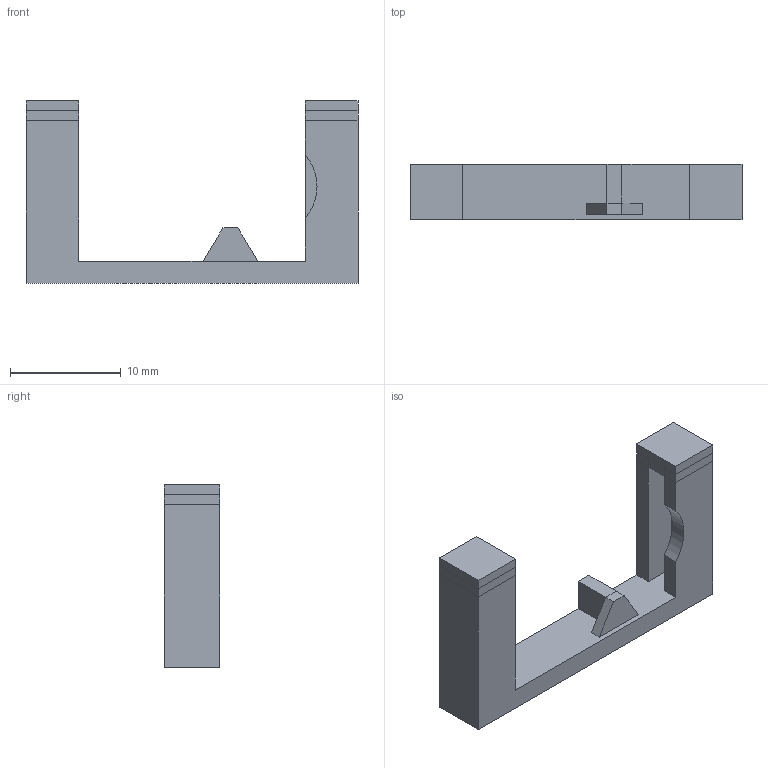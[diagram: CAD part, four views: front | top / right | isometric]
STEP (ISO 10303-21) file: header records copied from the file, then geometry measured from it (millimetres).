
FILE_DESCRIPTION(('FreeCAD Model'),'2;1');
FILE_NAME('battery_holder.step', '2017-04-21T14:04:48',('Author'),(''), 'Open CASCADE STEP processor 6.9','FreeCAD','Unknown');
FILE_SCHEMA(('AUTOMOTIVE_DESIGN_CC2 { 1 2 10303 214 -1 1 5 4 }'));
Length unit declared in the file: millimetre
Products named in the file (2): ASSEMBLY; Pad004
Assembly tree (1 placements, depth 2):
  ASSEMBLY
    Pad004
Bounding box: 30 x 5 x 16.5 mm (x, y, z)
Volume: 859.1 mm3; surface area: 1212.1 mm2
Topology: 1 solids, 1 shells, 51 faces, 121 edges, 72 vertices
Faces by surface type: plane 49, cylinder 2
Entity records: 3007 total; most frequent: CARTESIAN_POINT 504, DIRECTION 457, LINE 339, VECTOR 339, ORIENTED_EDGE 242, PCURVE 242, DEFINITIONAL_REPRESENTATION 242, EDGE_CURVE 121
